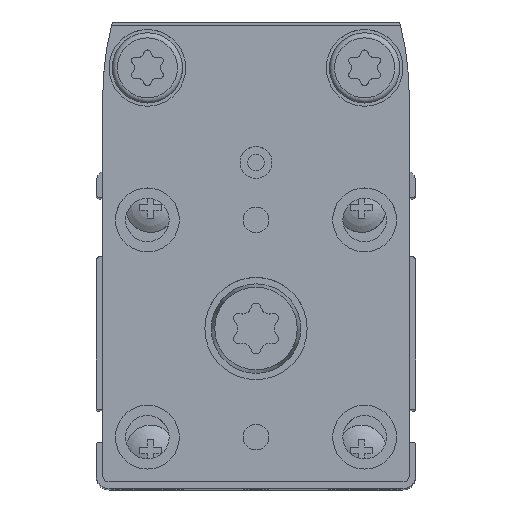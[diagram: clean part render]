
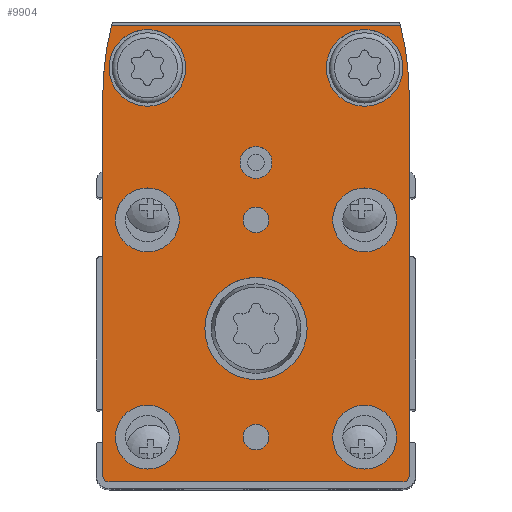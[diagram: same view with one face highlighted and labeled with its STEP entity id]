
A CAD part, top view. The second image highlights one B-rep face of the part: STEP entity #9904.
In plain terms, the highlighted planar face has unit normal (0, 0, 1).
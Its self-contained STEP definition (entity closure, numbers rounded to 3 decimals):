
#797=LINE('',#15396,#1371);
#801=LINE('',#15408,#1375);
#805=LINE('',#15420,#1379);
#810=LINE('',#15431,#1384);
#1371=VECTOR('',#12768,1000.);
#1375=VECTOR('',#12780,1000.);
#1379=VECTOR('',#12792,1000.);
#1384=VECTOR('',#12805,1000.);
#1696=PLANE('',#10753);
#3087=ORIENTED_EDGE('',*,*,#4789,.T.);
#3088=ORIENTED_EDGE('',*,*,#4790,.T.);
#3089=ORIENTED_EDGE('',*,*,#4791,.F.);
#3090=ORIENTED_EDGE('',*,*,#4792,.F.);
#3091=ORIENTED_EDGE('',*,*,#4793,.T.);
#3092=ORIENTED_EDGE('',*,*,#4794,.T.);
#3093=ORIENTED_EDGE('',*,*,#4795,.T.);
#3094=ORIENTED_EDGE('',*,*,#4796,.T.);
#3095=ORIENTED_EDGE('',*,*,#4797,.T.);
#3096=ORIENTED_EDGE('',*,*,#4798,.F.);
#3097=ORIENTED_EDGE('',*,*,#4765,.T.);
#3098=ORIENTED_EDGE('',*,*,#4769,.T.);
#3099=ORIENTED_EDGE('',*,*,#4772,.T.);
#3100=ORIENTED_EDGE('',*,*,#4775,.T.);
#3101=ORIENTED_EDGE('',*,*,#4778,.T.);
#3102=ORIENTED_EDGE('',*,*,#4781,.T.);
#3103=ORIENTED_EDGE('',*,*,#4784,.T.);
#3104=ORIENTED_EDGE('',*,*,#4788,.T.);
#4765=EDGE_CURVE('',#5734,#5733,#6312,.T.);
#4769=EDGE_CURVE('',#5733,#5736,#797,.T.);
#4772=EDGE_CURVE('',#5736,#5738,#6314,.T.);
#4775=EDGE_CURVE('',#5738,#5740,#801,.T.);
#4778=EDGE_CURVE('',#5740,#5742,#6316,.T.);
#4781=EDGE_CURVE('',#5742,#5744,#805,.T.);
#4784=EDGE_CURVE('',#5744,#5746,#6318,.T.);
#4788=EDGE_CURVE('',#5746,#5734,#810,.T.);
#4789=EDGE_CURVE('',#5747,#5747,#6319,.T.);
#4790=EDGE_CURVE('',#5748,#5748,#6320,.T.);
#4791=EDGE_CURVE('',#5749,#5749,#6321,.T.);
#4792=EDGE_CURVE('',#5750,#5750,#6322,.T.);
#4793=EDGE_CURVE('',#5751,#5751,#6323,.T.);
#4794=EDGE_CURVE('',#5752,#5752,#6324,.T.);
#4795=EDGE_CURVE('',#5753,#5753,#6325,.T.);
#4796=EDGE_CURVE('',#5754,#5754,#6326,.T.);
#4797=EDGE_CURVE('',#5755,#5755,#6327,.T.);
#4798=EDGE_CURVE('',#5756,#5756,#6328,.T.);
#5733=VERTEX_POINT('',#15387);
#5734=VERTEX_POINT('',#15389);
#5736=VERTEX_POINT('',#15395);
#5738=VERTEX_POINT('',#15401);
#5740=VERTEX_POINT('',#15407);
#5742=VERTEX_POINT('',#15413);
#5744=VERTEX_POINT('',#15419);
#5746=VERTEX_POINT('',#15425);
#5747=VERTEX_POINT('',#15434);
#5748=VERTEX_POINT('',#15436);
#5749=VERTEX_POINT('',#15438);
#5750=VERTEX_POINT('',#15440);
#5751=VERTEX_POINT('',#15442);
#5752=VERTEX_POINT('',#15444);
#5753=VERTEX_POINT('',#15446);
#5754=VERTEX_POINT('',#15448);
#5755=VERTEX_POINT('',#15450);
#5756=VERTEX_POINT('',#15452);
#6312=CIRCLE('',#10739,24.);
#6314=CIRCLE('',#10743,0.5);
#6316=CIRCLE('',#10747,0.5);
#6318=CIRCLE('',#10751,24.);
#6319=CIRCLE('',#10754,3.);
#6320=CIRCLE('',#10755,3.);
#6321=CIRCLE('',#10756,1.);
#6322=CIRCLE('',#10757,1.);
#6323=CIRCLE('',#10758,4.);
#6324=CIRCLE('',#10759,2.5);
#6325=CIRCLE('',#10760,2.5);
#6326=CIRCLE('',#10761,2.5);
#6327=CIRCLE('',#10762,2.5);
#6328=CIRCLE('',#10763,1.25);
#6913=EDGE_LOOP('',(#3087));
#6914=EDGE_LOOP('',(#3088));
#6915=EDGE_LOOP('',(#3089));
#6916=EDGE_LOOP('',(#3090));
#6917=EDGE_LOOP('',(#3091));
#6918=EDGE_LOOP('',(#3092));
#6919=EDGE_LOOP('',(#3093));
#6920=EDGE_LOOP('',(#3094));
#6921=EDGE_LOOP('',(#3095));
#6922=EDGE_LOOP('',(#3096));
#6923=EDGE_LOOP('',(#3097,#3098,#3099,#3100,#3101,#3102,#3103,#3104));
#7642=FACE_BOUND('',#6913,.T.);
#7643=FACE_BOUND('',#6914,.T.);
#7644=FACE_BOUND('',#6915,.T.);
#7645=FACE_BOUND('',#6916,.T.);
#7646=FACE_BOUND('',#6917,.T.);
#7647=FACE_BOUND('',#6918,.T.);
#7648=FACE_BOUND('',#6919,.T.);
#7649=FACE_BOUND('',#6920,.T.);
#7650=FACE_BOUND('',#6921,.T.);
#7651=FACE_BOUND('',#6922,.T.);
#7652=FACE_BOUND('',#6923,.T.);
#9904=ADVANCED_FACE('',(#7642,#7643,#7644,#7645,#7646,#7647,#7648,#7649,
#7650,#7651,#7652),#1696,.T.);
#10739=AXIS2_PLACEMENT_3D('',#15388,#12761,#12762);
#10743=AXIS2_PLACEMENT_3D('',#15402,#12774,#12775);
#10747=AXIS2_PLACEMENT_3D('',#15414,#12786,#12787);
#10751=AXIS2_PLACEMENT_3D('',#15426,#12798,#12799);
#10753=AXIS2_PLACEMENT_3D('',#15432,#12806,#12807);
#10754=AXIS2_PLACEMENT_3D('',#15433,#12808,#12809);
#10755=AXIS2_PLACEMENT_3D('',#15435,#12810,#12811);
#10756=AXIS2_PLACEMENT_3D('',#15437,#12812,#12813);
#10757=AXIS2_PLACEMENT_3D('',#15439,#12814,#12815);
#10758=AXIS2_PLACEMENT_3D('',#15441,#12816,#12817);
#10759=AXIS2_PLACEMENT_3D('',#15443,#12818,#12819);
#10760=AXIS2_PLACEMENT_3D('',#15445,#12820,#12821);
#10761=AXIS2_PLACEMENT_3D('',#15447,#12822,#12823);
#10762=AXIS2_PLACEMENT_3D('',#15449,#12824,#12825);
#10763=AXIS2_PLACEMENT_3D('',#15451,#12826,#12827);
#12761=DIRECTION('',(0.,0.,1.));
#12762=DIRECTION('',(1.,0.,0.));
#12768=DIRECTION('',(0.,-1.,0.));
#12774=DIRECTION('',(0.,0.,1.));
#12775=DIRECTION('',(1.,0.,0.));
#12780=DIRECTION('',(1.,0.,0.));
#12786=DIRECTION('',(0.,0.,1.));
#12787=DIRECTION('',(1.,0.,0.));
#12792=DIRECTION('',(0.,1.,0.));
#12798=DIRECTION('',(0.,0.,1.));
#12799=DIRECTION('',(1.,0.,0.));
#12805=DIRECTION('',(-1.,0.,0.));
#12806=DIRECTION('',(0.,0.,1.));
#12807=DIRECTION('',(1.,0.,0.));
#12808=DIRECTION('',(0.,0.,-1.));
#12809=DIRECTION('',(-1.,0.,0.));
#12810=DIRECTION('',(0.,0.,-1.));
#12811=DIRECTION('',(-1.,0.,0.));
#12812=DIRECTION('',(0.,0.,1.));
#12813=DIRECTION('',(1.,0.,0.));
#12814=DIRECTION('',(0.,0.,1.));
#12815=DIRECTION('',(1.,0.,0.));
#12816=DIRECTION('',(0.,0.,-1.));
#12817=DIRECTION('',(-1.,0.,0.));
#12818=DIRECTION('',(0.,0.,-1.));
#12819=DIRECTION('',(-1.,0.,0.));
#12820=DIRECTION('',(0.,0.,-1.));
#12821=DIRECTION('',(-1.,0.,0.));
#12822=DIRECTION('',(0.,0.,-1.));
#12823=DIRECTION('',(-1.,0.,0.));
#12824=DIRECTION('',(0.,0.,-1.));
#12825=DIRECTION('',(-1.,0.,0.));
#12826=DIRECTION('',(0.,0.,1.));
#12827=DIRECTION('',(1.,0.,0.));
#15387=CARTESIAN_POINT('',(-12.,18.,6.));
#15388=CARTESIAN_POINT('',(12.,18.,6.));
#15389=CARTESIAN_POINT('',(-11.313,23.7,6.));
#15395=CARTESIAN_POINT('',(-12.,-11.5,6.));
#15396=CARTESIAN_POINT('',(-12.,18.,6.));
#15401=CARTESIAN_POINT('',(-11.5,-12.,6.));
#15402=CARTESIAN_POINT('',(-11.5,-11.5,6.));
#15407=CARTESIAN_POINT('',(11.5,-12.,6.));
#15408=CARTESIAN_POINT('',(-11.5,-12.,6.));
#15413=CARTESIAN_POINT('',(12.,-11.5,6.));
#15414=CARTESIAN_POINT('',(11.5,-11.5,6.));
#15419=CARTESIAN_POINT('',(12.,18.,6.));
#15420=CARTESIAN_POINT('',(12.,-11.5,6.));
#15425=CARTESIAN_POINT('',(11.313,23.7,6.));
#15426=CARTESIAN_POINT('',(-12.,18.,6.));
#15431=CARTESIAN_POINT('',(11.313,23.7,6.));
#15432=CARTESIAN_POINT('',(12.,18.,6.));
#15433=CARTESIAN_POINT('',(8.5,20.4,6.));
#15434=CARTESIAN_POINT('',(5.5,20.4,6.));
#15435=CARTESIAN_POINT('',(-8.5,20.4,6.));
#15436=CARTESIAN_POINT('',(-11.5,20.4,6.));
#15437=CARTESIAN_POINT('',(0.,-8.5,6.));
#15438=CARTESIAN_POINT('',(1.,-8.5,6.));
#15439=CARTESIAN_POINT('',(0.,8.5,6.));
#15440=CARTESIAN_POINT('',(1.,8.5,6.));
#15441=CARTESIAN_POINT('',(0.,0.,6.));
#15442=CARTESIAN_POINT('',(-4.,0.,6.));
#15443=CARTESIAN_POINT('',(8.5,-8.5,6.));
#15444=CARTESIAN_POINT('',(6.,-8.5,6.));
#15445=CARTESIAN_POINT('',(-8.5,8.5,6.));
#15446=CARTESIAN_POINT('',(-11.,8.5,6.));
#15447=CARTESIAN_POINT('',(-8.5,-8.5,6.));
#15448=CARTESIAN_POINT('',(-11.,-8.5,6.));
#15449=CARTESIAN_POINT('',(8.5,8.5,6.));
#15450=CARTESIAN_POINT('',(6.,8.5,6.));
#15451=CARTESIAN_POINT('',(0.,13.,6.));
#15452=CARTESIAN_POINT('',(1.25,13.,6.));
